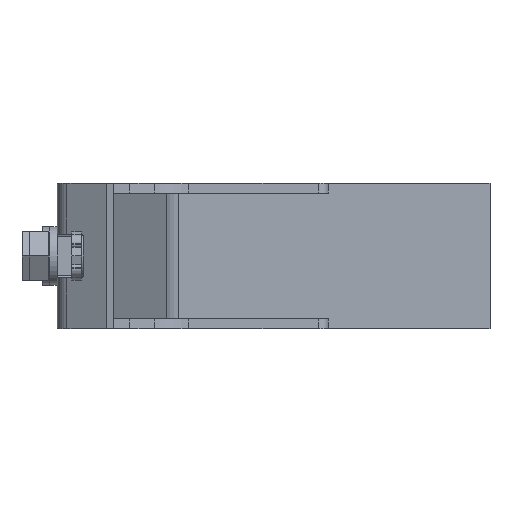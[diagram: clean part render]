
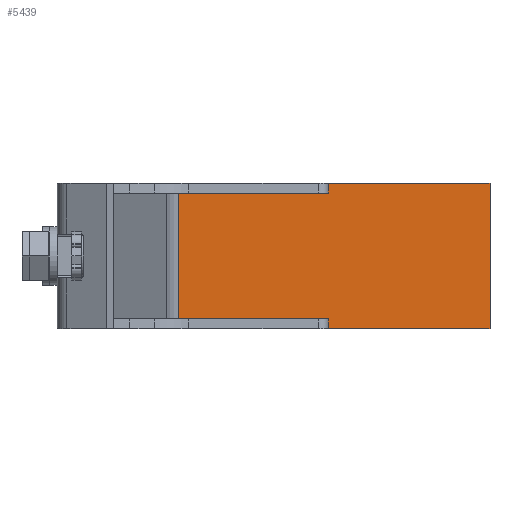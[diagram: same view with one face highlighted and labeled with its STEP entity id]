
A CAD part, left-side view. The second image highlights one B-rep face of the part: STEP entity #5439.
In plain terms, the highlighted planar face has unit normal (-1, 0, 0).
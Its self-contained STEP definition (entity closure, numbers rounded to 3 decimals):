
#27 = VERTEX_POINT ( 'NONE', #3072 ) ;
#302 = LINE ( 'NONE', #4284, #4732 ) ;
#346 = LINE ( 'NONE', #4316, #2258 ) ;
#453 = ORIENTED_EDGE ( 'NONE', *, *, #3702, .F. ) ;
#592 = ORIENTED_EDGE ( 'NONE', *, *, #4915, .F. ) ;
#623 = CARTESIAN_POINT ( 'NONE',  ( 6., -48.5, -15. ) ) ;
#991 = ORIENTED_EDGE ( 'NONE', *, *, #5419, .T. ) ;
#1054 = FACE_OUTER_BOUND ( 'NONE', #5273, .T. ) ;
#1862 = DIRECTION ( 'NONE',  ( 0., -1., 0. ) ) ;
#1892 = VECTOR ( 'NONE', #5293, 1000. ) ;
#2258 = VECTOR ( 'NONE', #4359, 1000. ) ;
#2259 = DIRECTION ( 'NONE',  ( 0., 0., 1. ) ) ;
#2478 = ORIENTED_EDGE ( 'NONE', *, *, #3026, .T. ) ;
#3026 = EDGE_CURVE ( 'NONE', #27, #3723, #3417, .T. ) ;
#3072 = CARTESIAN_POINT ( 'NONE',  ( 6., 15.938, -15. ) ) ;
#3417 = LINE ( 'NONE', #4805, #4682 ) ;
#3702 = EDGE_CURVE ( 'NONE', #27, #5421, #302, .T. ) ;
#3723 = VERTEX_POINT ( 'NONE', #623 ) ;
#3979 = VERTEX_POINT ( 'NONE', #4305 ) ;
#4204 = AXIS2_PLACEMENT_3D ( 'NONE', #4378, #4387, #4395 ) ;
#4284 = CARTESIAN_POINT ( 'NONE',  ( 6., 15.938, -15. ) ) ;
#4304 = CARTESIAN_POINT ( 'NONE',  ( 6., 15.938, 15. ) ) ;
#4305 = CARTESIAN_POINT ( 'NONE',  ( 6., -48.5, 15. ) ) ;
#4316 = CARTESIAN_POINT ( 'NONE',  ( 6., -48.5, -15. ) ) ;
#4359 = DIRECTION ( 'NONE',  ( 0., 0., 1. ) ) ;
#4363 = PLANE ( 'NONE',  #4204 ) ;
#4378 = CARTESIAN_POINT ( 'NONE',  ( 6., 15.938, -15. ) ) ;
#4387 = DIRECTION ( 'NONE',  ( -1., 0., 0. ) ) ;
#4395 = DIRECTION ( 'NONE',  ( 0., -1., 0. ) ) ;
#4682 = VECTOR ( 'NONE', #1862, 1000. ) ;
#4732 = VECTOR ( 'NONE', #2259, 1000. ) ;
#4805 = CARTESIAN_POINT ( 'NONE',  ( 6., 15.938, -15. ) ) ;
#4915 = EDGE_CURVE ( 'NONE', #5421, #3979, #5332, .T. ) ;
#5273 = EDGE_LOOP ( 'NONE', ( #592, #453, #2478, #991 ) ) ;
#5293 = DIRECTION ( 'NONE',  ( 0., -1., 0. ) ) ;
#5332 = LINE ( 'NONE', #5339, #1892 ) ;
#5339 = CARTESIAN_POINT ( 'NONE',  ( 6., 15.938, 15. ) ) ;
#5419 = EDGE_CURVE ( 'NONE', #3723, #3979, #346, .T. ) ;
#5421 = VERTEX_POINT ( 'NONE', #4304 ) ;
#5439 = ADVANCED_FACE ( 'NONE', ( #1054 ), #4363, .T. ) ;
